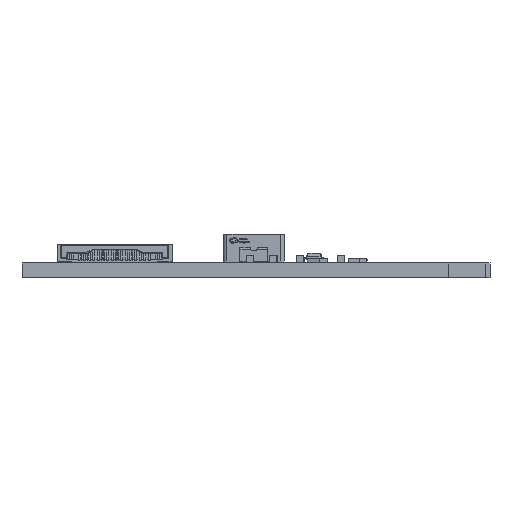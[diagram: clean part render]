
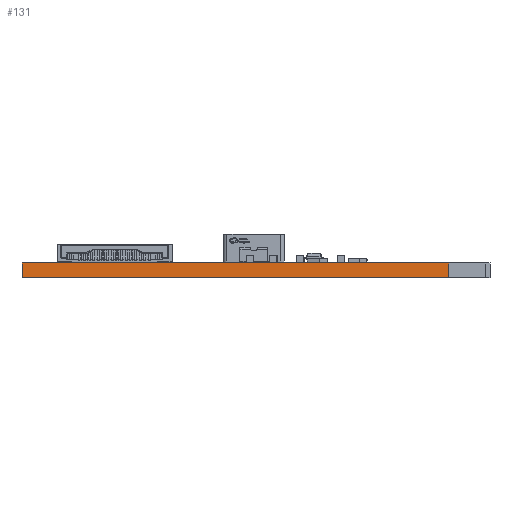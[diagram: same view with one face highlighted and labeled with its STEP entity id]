
A CAD part, left-side view. The second image highlights one B-rep face of the part: STEP entity #131.
In plain terms, the highlighted planar face has unit normal (-1, 0, 0).
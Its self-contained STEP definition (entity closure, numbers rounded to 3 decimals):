
#95 = EDGE_CURVE('',#96,#98,#100,.T.);
#96 = VERTEX_POINT('',#97);
#97 = CARTESIAN_POINT('',(0.013,45.987,0.));
#98 = VERTEX_POINT('',#99);
#99 = CARTESIAN_POINT('',(0.013,45.987,
    1.6));
#100 = LINE('',#101,#102);
#101 = CARTESIAN_POINT('',(0.013,45.987,0.));
#102 = VECTOR('',#103,1.);
#103 = DIRECTION('',(0.,0.,1.));
#131 = ADVANCED_FACE('',(#132),#157,.T.);
#132 = FACE_BOUND('',#133,.T.);
#133 = EDGE_LOOP('',(#134,#144,#150,#151));
#134 = ORIENTED_EDGE('',*,*,#135,.T.);
#135 = EDGE_CURVE('',#136,#138,#140,.T.);
#136 = VERTEX_POINT('',#137);
#137 = CARTESIAN_POINT('',(0.013,0.013,0.));
#138 = VERTEX_POINT('',#139);
#139 = CARTESIAN_POINT('',(0.013,0.013,
    1.6));
#140 = LINE('',#141,#142);
#141 = CARTESIAN_POINT('',(0.013,0.013,0.));
#142 = VECTOR('',#143,1.);
#143 = DIRECTION('',(0.,0.,1.));
#144 = ORIENTED_EDGE('',*,*,#145,.T.);
#145 = EDGE_CURVE('',#138,#98,#146,.T.);
#146 = LINE('',#147,#148);
#147 = CARTESIAN_POINT('',(0.013,0.013,
    1.6));
#148 = VECTOR('',#149,1.);
#149 = DIRECTION('',(0.,1.,0.));
#150 = ORIENTED_EDGE('',*,*,#95,.F.);
#151 = ORIENTED_EDGE('',*,*,#152,.F.);
#152 = EDGE_CURVE('',#136,#96,#153,.T.);
#153 = LINE('',#154,#155);
#154 = CARTESIAN_POINT('',(0.013,0.013,0.));
#155 = VECTOR('',#156,1.);
#156 = DIRECTION('',(0.,1.,0.));
#157 = PLANE('',#158);
#158 = AXIS2_PLACEMENT_3D('',#159,#160,#161);
#159 = CARTESIAN_POINT('',(0.013,0.013,0.));
#160 = DIRECTION('',(-1.,0.,0.));
#161 = DIRECTION('',(0.,1.,0.));
